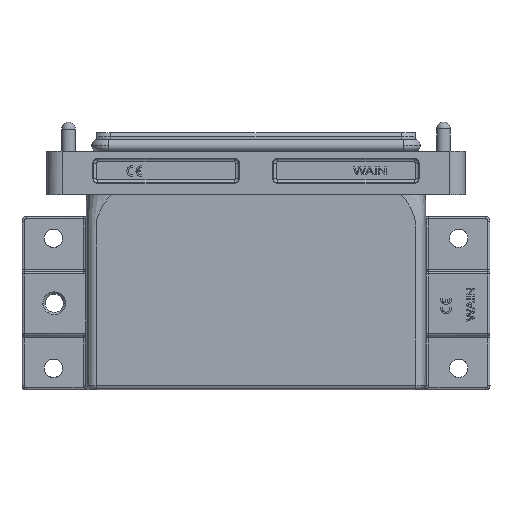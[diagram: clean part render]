
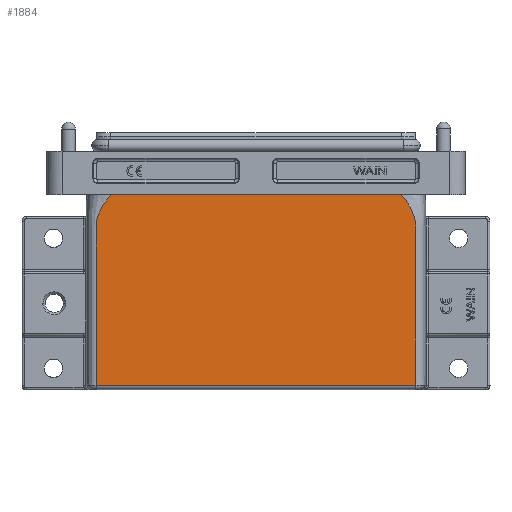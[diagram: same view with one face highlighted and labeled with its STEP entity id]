
A CAD part, top view. The second image highlights one B-rep face of the part: STEP entity #1884.
In plain terms, the highlighted planar face has unit normal (0, 0, 1).
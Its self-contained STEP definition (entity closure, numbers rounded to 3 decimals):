
#737=FACE_OUTER_BOUND('',#6799,.T.);
#1884=ADVANCED_FACE('NONE',(#737),#2933,.T.);
#2933=PLANE('',#19333);
#4040=LINE('',#30261,#5345);
#4041=LINE('',#30262,#5346);
#5345=VECTOR('',#21189,1.);
#5346=VECTOR('',#21190,1.);
#6799=EDGE_LOOP('',(#8600,#8601,#8602,#8603,#8604));
#8600=ORIENTED_EDGE('',*,*,#15938,.T.);
#8601=ORIENTED_EDGE('',*,*,#15940,.T.);
#8602=ORIENTED_EDGE('',*,*,#15933,.T.);
#8603=ORIENTED_EDGE('',*,*,#15941,.T.);
#8604=ORIENTED_EDGE('',*,*,#15942,.F.);
#14019=VERTEX_POINT('',#29845);
#14020=VERTEX_POINT('',#29846);
#14022=VERTEX_POINT('',#30044);
#14023=VERTEX_POINT('',#30080);
#14024=VERTEX_POINT('',#30263);
#15933=EDGE_CURVE('NONE',#14019,#14020,#18371,.T.);
#15938=EDGE_CURVE('NONE',#14023,#14022,#18374,.T.);
#15940=EDGE_CURVE('NONE',#14022,#14019,#4040,.T.);
#15941=EDGE_CURVE('NONE',#14020,#14024,#4041,.T.);
#15942=EDGE_CURVE('NONE',#14023,#14024,#18376,.T.);
#18371=B_SPLINE_CURVE_WITH_KNOTS('',3,(#29806,#29807,#29808,#29809,#29810,
#29811,#29812,#29813,#29814,#29815,#29816,#29817,#29818,#29819,#29820,#29821,
#29822,#29823,#29824,#29825,#29826,#29827,#29828,#29829,#29830,#29831,#29832,
#29833,#29834,#29835,#29836,#29837,#29838,#29839,#29840,#29841,#29842,#29843,
#29844),.UNSPECIFIED.,.F.,.F.,(4,1,1,1,1,1,1,1,1,2,2,1,1,1,1,1,2,2,1,2,
2,2,2,1,2,2,4),(0.,0.25,0.375,0.437,
0.469,0.484,0.492,0.496,
0.498,0.499,0.5,0.562,
0.594,0.609,0.617,0.621,
0.623,0.625,0.633,0.637,
0.641,0.656,0.687,0.719,
0.734,0.75,1.),.UNSPECIFIED.);
#18374=B_SPLINE_CURVE_WITH_KNOTS('',3,(#30045,#30046,#30047,#30048,#30049,
#30050,#30051,#30052,#30053,#30054,#30055,#30056,#30057,#30058,#30059,#30060,
#30061,#30062,#30063,#30064,#30065,#30066,#30067,#30068,#30069,#30070,#30071,
#30072,#30073,#30074,#30075,#30076,#30077,#30078,#30079),.UNSPECIFIED.,
 .F.,.F.,(4,1,1,1,2,2,2,1,2,2,1,1,1,2,2,1,1,1,1,1,1,2,2,4),(0.,0.125,
0.188,0.219,0.234,0.25,
0.313,0.328,0.336,0.344,
0.359,0.367,0.371,0.373,
0.375,0.438,0.469,0.484,
0.492,0.496,0.498,0.499,
0.5,1.),.UNSPECIFIED.);
#18376=B_SPLINE_CURVE_WITH_KNOTS('',3,(#30264,#30265,#30266,#30267),
 .UNSPECIFIED.,.F.,.F.,(4,4),(0.,1.),.UNSPECIFIED.);
#19333=AXIS2_PLACEMENT_3D('',#30268,#21191,#21192);
#21189=DIRECTION('',(1.,0.,0.));
#21190=DIRECTION('',(-1.,0.,0.));
#21191=DIRECTION('',(0.,0.,1.));
#21192=DIRECTION('',(1.,0.,0.));
#29806=CARTESIAN_POINT('',(73.837,2.,29.));
#29807=CARTESIAN_POINT('',(73.837,12.094,29.));
#29808=CARTESIAN_POINT('',(73.837,27.829,29.));
#29809=CARTESIAN_POINT('',(73.837,47.225,29.));
#29810=CARTESIAN_POINT('',(73.837,57.182,29.));
#29811=CARTESIAN_POINT('',(73.837,62.226,29.));
#29812=CARTESIAN_POINT('',(73.837,64.764,29.));
#29813=CARTESIAN_POINT('',(73.837,66.037,29.));
#29814=CARTESIAN_POINT('',(73.837,66.675,29.));
#29815=CARTESIAN_POINT('',(73.837,66.994,29.));
#29816=CARTESIAN_POINT('',(73.837,67.131,29.));
#29817=CARTESIAN_POINT('',(73.837,67.222,29.));
#29818=CARTESIAN_POINT('',(73.837,67.297,29.));
#29819=CARTESIAN_POINT('',(73.837,68.362,29.));
#29820=CARTESIAN_POINT('',(73.837,69.935,29.));
#29821=CARTESIAN_POINT('',(73.836,71.771,29.));
#29822=CARTESIAN_POINT('',(73.836,72.689,29.));
#29823=CARTESIAN_POINT('',(73.836,73.148,29.));
#29824=CARTESIAN_POINT('',(73.836,73.377,29.));
#29825=CARTESIAN_POINT('',(73.836,73.476,29.));
#29826=CARTESIAN_POINT('',(73.836,73.541,29.));
#29827=CARTESIAN_POINT('',(73.836,73.606,29.));
#29828=CARTESIAN_POINT('',(73.836,73.61,29.));
#29829=CARTESIAN_POINT('',(73.837,73.692,29.));
#29830=CARTESIAN_POINT('',(73.837,73.888,29.));
#29831=CARTESIAN_POINT('',(73.837,74.045,29.));
#29832=CARTESIAN_POINT('',(73.838,74.178,29.));
#29833=CARTESIAN_POINT('',(73.838,74.484,29.));
#29834=CARTESIAN_POINT('',(73.838,74.639,29.));
#29835=CARTESIAN_POINT('',(73.831,75.232,29.));
#29836=CARTESIAN_POINT('',(73.819,75.56,29.));
#29837=CARTESIAN_POINT('',(73.759,76.367,29.));
#29838=CARTESIAN_POINT('',(73.692,76.973,29.));
#29839=CARTESIAN_POINT('',(73.592,77.58,29.));
#29840=CARTESIAN_POINT('',(73.518,77.985,29.));
#29841=CARTESIAN_POINT('',(73.486,78.149,29.));
#29842=CARTESIAN_POINT('',(72.586,82.26,29.));
#29843=CARTESIAN_POINT('',(70.408,86.13,29.));
#29844=CARTESIAN_POINT('',(66.897,90.,29.));
#29845=CARTESIAN_POINT('',(73.837,2.,29.));
#29846=CARTESIAN_POINT('',(66.897,90.,29.));
#30044=CARTESIAN_POINT('',(-73.837,2.,29.));
#30045=CARTESIAN_POINT('',(-66.897,90.,29.));
#30046=CARTESIAN_POINT('',(-68.645,88.074,29.));
#30047=CARTESIAN_POINT('',(-70.771,85.184,29.));
#30048=CARTESIAN_POINT('',(-72.385,81.813,29.));
#30049=CARTESIAN_POINT('',(-72.976,80.128,29.));
#30050=CARTESIAN_POINT('',(-73.182,79.405,29.));
#30051=CARTESIAN_POINT('',(-73.31,78.924,29.));
#30052=CARTESIAN_POINT('',(-73.377,78.643,29.));
#30053=CARTESIAN_POINT('',(-73.6,77.639,29.));
#30054=CARTESIAN_POINT('',(-73.732,76.71,29.));
#30055=CARTESIAN_POINT('',(-73.799,75.851,29.));
#30056=CARTESIAN_POINT('',(-73.815,75.581,29.));
#30057=CARTESIAN_POINT('',(-73.825,75.29,29.));
#30058=CARTESIAN_POINT('',(-73.831,75.092,29.));
#30059=CARTESIAN_POINT('',(-73.833,74.945,29.));
#30060=CARTESIAN_POINT('',(-73.836,74.775,29.));
#30061=CARTESIAN_POINT('',(-73.837,74.536,29.));
#30062=CARTESIAN_POINT('',(-73.838,74.136,29.));
#30063=CARTESIAN_POINT('',(-73.837,73.905,29.));
#30064=CARTESIAN_POINT('',(-73.837,73.8,29.));
#30065=CARTESIAN_POINT('',(-73.837,73.728,29.));
#30066=CARTESIAN_POINT('',(-73.837,73.657,29.));
#30067=CARTESIAN_POINT('',(-73.837,73.583,29.));
#30068=CARTESIAN_POINT('',(-73.837,72.74,29.));
#30069=CARTESIAN_POINT('',(-73.837,70.468,29.));
#30070=CARTESIAN_POINT('',(-73.837,69.01,29.));
#30071=CARTESIAN_POINT('',(-73.837,68.201,29.));
#30072=CARTESIAN_POINT('',(-73.837,67.776,29.));
#30073=CARTESIAN_POINT('',(-73.837,67.559,29.));
#30074=CARTESIAN_POINT('',(-73.837,67.464,29.));
#30075=CARTESIAN_POINT('',(-73.837,67.401,29.));
#30076=CARTESIAN_POINT('',(-73.837,67.339,29.));
#30077=CARTESIAN_POINT('',(-73.837,66.586,29.));
#30078=CARTESIAN_POINT('',(-73.837,44.806,29.));
#30079=CARTESIAN_POINT('',(-73.837,2.,29.));
#30080=CARTESIAN_POINT('',(-66.897,90.,29.));
#30261=CARTESIAN_POINT('',(-78.5,2.,29.));
#30262=CARTESIAN_POINT('',(-78.5,90.,29.));
#30263=CARTESIAN_POINT('',(-65.,90.,29.));
#30264=CARTESIAN_POINT('',(-66.897,90.,29.));
#30265=CARTESIAN_POINT('',(-66.265,90.,29.));
#30266=CARTESIAN_POINT('',(-65.632,90.,29.));
#30267=CARTESIAN_POINT('',(-65.,90.,29.));
#30268=CARTESIAN_POINT('',(-78.5,0.,29.));
